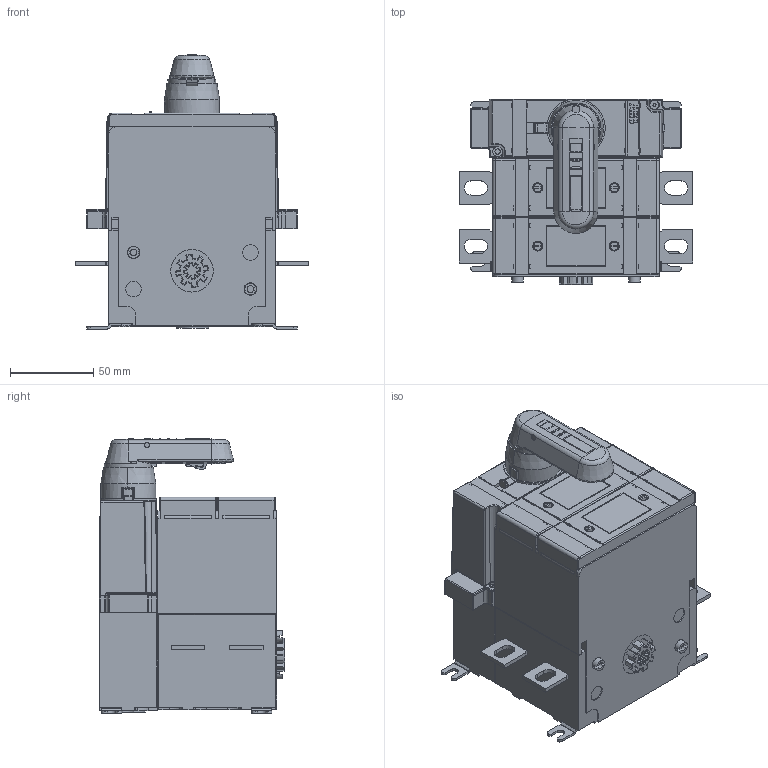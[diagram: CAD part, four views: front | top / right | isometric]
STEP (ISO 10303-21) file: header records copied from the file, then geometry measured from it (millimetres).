
FILE_DESCRIPTION((''),'2;1');
FILE_NAME('OS160GD02K_ASM_A_1_SW0002','2024-07-24T13:02:38',('FIRARAN'),(''),'CREO PARAMETRIC BY PTC INC, 2022364','CREO PARAMETRIC BY PTC INC, 2022364','');
FILE_SCHEMA(('AUTOMOTIVE_DESIGN { 1 0 10303 214 1 1 1 1 }'));
Products named in the file (1): OS160GD02K_ASM_A_1_SW0002
Bounding box: 140 x 111.35 x 164.47 mm (x, y, z)
Volume: 1379770.8 mm3; surface area: 116759.7 mm2
Topology: 1 solids, 1 shells, 2460 faces, 6647 edges, 4256 vertices
Faces by surface type: plane 1366, cylinder 494, extrusion 342, torus 99, cone 54, sphere 53, bspline 52
Entity records: 104155 total; most frequent: CARTESIAN_POINT 25709, ORIENTED_EDGE 13190, DIRECTION 10818, EDGE_CURVE 6595, VECTOR 4665, LINE 4323, VERTEX_POINT 4256, AXIS2_PLACEMENT_3D 3075
